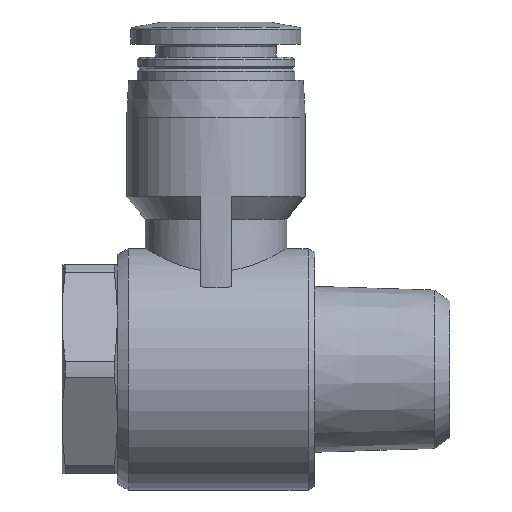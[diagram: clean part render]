
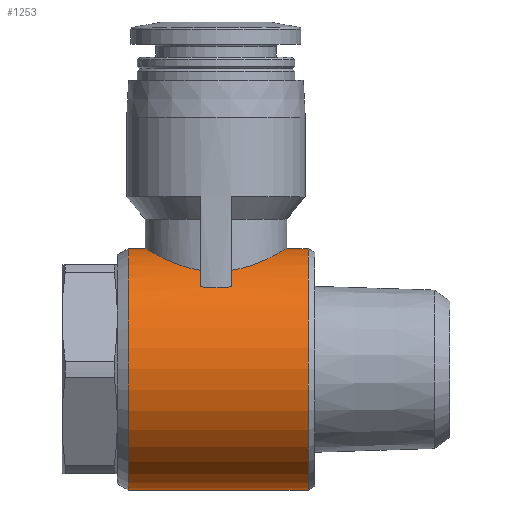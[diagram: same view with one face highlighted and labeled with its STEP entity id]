
A CAD part, left-side view. The second image highlights one B-rep face of the part: STEP entity #1253.
In plain terms, the highlighted cylindrical face has radius 9.8 mm (diameter 19.6 mm), a full revolution.
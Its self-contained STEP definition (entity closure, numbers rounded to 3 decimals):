
#105=B_SPLINE_CURVE_WITH_KNOTS('',3,(#1726,#1727,#1728,#1729,#1730,#1731,
#1732,#1733,#1734),.UNSPECIFIED.,.F.,.F.,(4,1,1,1,1,1,4),(0.01,
0.014,0.016,0.018,0.02,
0.022,0.026),.UNSPECIFIED.);
#106=B_SPLINE_CURVE_WITH_KNOTS('',3,(#1738,#1739,#1740,#1741),
 .UNSPECIFIED.,.F.,.F.,(4,4),(0.,0.003),
 .UNSPECIFIED.);
#107=B_SPLINE_CURVE_WITH_KNOTS('',3,(#1745,#1746,#1747,#1748,#1749,#1750,
#1751,#1752,#1753),.UNSPECIFIED.,.F.,.F.,(4,1,1,1,1,1,4),(0.029,
0.033,0.035,0.037,0.039,
0.041,0.045),.UNSPECIFIED.);
#108=B_SPLINE_CURVE_WITH_KNOTS('',3,(#1757,#1758,#1759,#1760),
 .UNSPECIFIED.,.F.,.F.,(4,4),(0.,0.003),
 .UNSPECIFIED.);
#141=ORIENTED_EDGE('',*,*,#367,.F.);
#142=ORIENTED_EDGE('',*,*,#368,.T.);
#143=ORIENTED_EDGE('',*,*,#369,.F.);
#144=ORIENTED_EDGE('',*,*,#370,.F.);
#145=ORIENTED_EDGE('',*,*,#371,.F.);
#146=ORIENTED_EDGE('',*,*,#372,.F.);
#147=ORIENTED_EDGE('',*,*,#373,.F.);
#148=ORIENTED_EDGE('',*,*,#374,.F.);
#149=ORIENTED_EDGE('',*,*,#375,.F.);
#150=ORIENTED_EDGE('',*,*,#376,.F.);
#367=EDGE_CURVE('',#480,#480,#559,.T.);
#368=EDGE_CURVE('',#481,#481,#560,.T.);
#369=EDGE_CURVE('',#482,#483,#561,.T.);
#370=EDGE_CURVE('',#484,#482,#105,.T.);
#371=EDGE_CURVE('',#485,#484,#562,.T.);
#372=EDGE_CURVE('',#486,#485,#106,.T.);
#373=EDGE_CURVE('',#487,#486,#563,.T.);
#374=EDGE_CURVE('',#488,#487,#107,.T.);
#375=EDGE_CURVE('',#489,#488,#564,.T.);
#376=EDGE_CURVE('',#483,#489,#108,.T.);
#480=VERTEX_POINT('',#1720);
#481=VERTEX_POINT('',#1722);
#482=VERTEX_POINT('',#1724);
#483=VERTEX_POINT('',#1725);
#484=VERTEX_POINT('',#1735);
#485=VERTEX_POINT('',#1737);
#486=VERTEX_POINT('',#1742);
#487=VERTEX_POINT('',#1744);
#488=VERTEX_POINT('',#1754);
#489=VERTEX_POINT('',#1756);
#559=CIRCLE('',#1324,9.8);
#560=CIRCLE('',#1325,9.8);
#561=CIRCLE('',#1326,9.8);
#562=CIRCLE('',#1327,9.8);
#563=CIRCLE('',#1328,9.8);
#564=CIRCLE('',#1329,9.8);
#619=EDGE_LOOP('',(#141));
#620=EDGE_LOOP('',(#142));
#621=EDGE_LOOP('',(#143,#144,#145,#146,#147,#148,#149,#150));
#710=FACE_BOUND('',#619,.T.);
#711=FACE_BOUND('',#620,.T.);
#712=FACE_BOUND('',#621,.T.);
#800=CYLINDRICAL_SURFACE('',#1323,9.8);
#1253=ADVANCED_FACE('',(#710,#711,#712),#800,.T.);
#1323=AXIS2_PLACEMENT_3D('',#1718,#1452,#1453);
#1324=AXIS2_PLACEMENT_3D('',#1719,#1454,#1455);
#1325=AXIS2_PLACEMENT_3D('',#1721,#1456,#1457);
#1326=AXIS2_PLACEMENT_3D('',#1723,#1458,#1459);
#1327=AXIS2_PLACEMENT_3D('',#1736,#1460,#1461);
#1328=AXIS2_PLACEMENT_3D('',#1743,#1462,#1463);
#1329=AXIS2_PLACEMENT_3D('',#1755,#1464,#1465);
#1452=DIRECTION('',(0.,-1.,0.));
#1453=DIRECTION('',(0.,0.,-1.));
#1454=DIRECTION('',(0.,-1.,0.));
#1455=DIRECTION('',(0.,0.,-1.));
#1456=DIRECTION('',(0.,-1.,0.));
#1457=DIRECTION('',(0.,0.,-1.));
#1458=DIRECTION('',(0.,-1.,0.));
#1459=DIRECTION('',(0.,0.,-1.));
#1460=DIRECTION('',(0.,-1.,0.));
#1461=DIRECTION('',(0.,0.,-1.));
#1462=DIRECTION('',(0.,1.,0.));
#1463=DIRECTION('',(0.,0.,1.));
#1464=DIRECTION('',(0.,1.,0.));
#1465=DIRECTION('',(0.,0.,1.));
#1718=CARTESIAN_POINT('',(0.,-19.,0.));
#1719=CARTESIAN_POINT('',(0.,-7.48,0.));
#1720=CARTESIAN_POINT('',(0.,-7.48,-9.8));
#1721=CARTESIAN_POINT('',(0.,7.134,0.));
#1722=CARTESIAN_POINT('',(0.,7.134,-9.8));
#1723=CARTESIAN_POINT('',(0.,1.25,0.));
#1724=CARTESIAN_POINT('',(-5.614,1.25,8.033));
#1725=CARTESIAN_POINT('',(-7.141,1.25,6.711));
#1726=CARTESIAN_POINT('',(5.614,1.25,8.033));
#1727=CARTESIAN_POINT('',(5.327,2.539,8.233));
#1728=CARTESIAN_POINT('',(4.255,4.226,8.95));
#1729=CARTESIAN_POINT('',(1.998,5.512,9.657));
#1730=CARTESIAN_POINT('',(0.007,5.87,9.871));
#1731=CARTESIAN_POINT('',(-1.996,5.515,9.658));
#1732=CARTESIAN_POINT('',(-4.264,4.219,8.946));
#1733=CARTESIAN_POINT('',(-5.328,2.534,8.233));
#1734=CARTESIAN_POINT('',(-5.614,1.25,8.033));
#1735=CARTESIAN_POINT('',(5.614,1.25,8.033));
#1736=CARTESIAN_POINT('',(0.,1.25,0.));
#1737=CARTESIAN_POINT('',(7.141,1.25,6.711));
#1738=CARTESIAN_POINT('',(7.141,-1.25,6.711));
#1739=CARTESIAN_POINT('',(7.285,-0.428,6.558));
#1740=CARTESIAN_POINT('',(7.285,0.428,6.558));
#1741=CARTESIAN_POINT('',(7.141,1.25,6.711));
#1742=CARTESIAN_POINT('',(7.141,-1.25,6.711));
#1743=CARTESIAN_POINT('',(0.,-1.25,0.));
#1744=CARTESIAN_POINT('',(5.614,-1.25,8.033));
#1745=CARTESIAN_POINT('',(-5.614,-1.25,8.033));
#1746=CARTESIAN_POINT('',(-5.325,-2.547,8.235));
#1747=CARTESIAN_POINT('',(-4.253,-4.228,8.952));
#1748=CARTESIAN_POINT('',(-1.989,-5.517,9.66));
#1749=CARTESIAN_POINT('',(0.011,-5.87,9.871));
#1750=CARTESIAN_POINT('',(2.006,-5.51,9.656));
#1751=CARTESIAN_POINT('',(4.268,-4.213,8.944));
#1752=CARTESIAN_POINT('',(5.327,-2.535,8.233));
#1753=CARTESIAN_POINT('',(5.614,-1.25,8.033));
#1754=CARTESIAN_POINT('',(-5.614,-1.25,8.033));
#1755=CARTESIAN_POINT('',(0.,-1.25,0.));
#1756=CARTESIAN_POINT('',(-7.141,-1.25,6.711));
#1757=CARTESIAN_POINT('',(-7.141,1.25,6.711));
#1758=CARTESIAN_POINT('',(-7.285,0.428,6.558));
#1759=CARTESIAN_POINT('',(-7.285,-0.428,6.558));
#1760=CARTESIAN_POINT('',(-7.141,-1.25,6.711));
